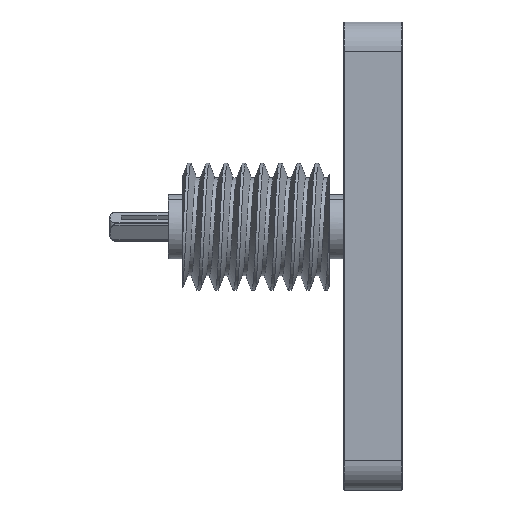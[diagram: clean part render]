
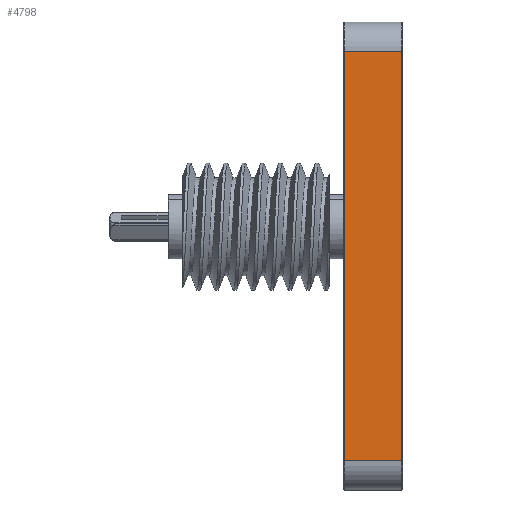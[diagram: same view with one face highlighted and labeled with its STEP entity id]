
A CAD part, left-side view. The second image highlights one B-rep face of the part: STEP entity #4798.
In plain terms, the highlighted planar face has unit normal (-1, 0, 0).
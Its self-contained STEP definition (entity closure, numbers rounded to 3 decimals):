
#220 = VERTEX_POINT ( 'NONE', #29607 ) ;
#348 = VECTOR ( 'NONE', #5415, 1000. ) ;
#1003 = VERTEX_POINT ( 'NONE', #37268 ) ;
#1423 = ORIENTED_EDGE ( 'NONE', *, *, #45898, .F. ) ;
#4157 = ORIENTED_EDGE ( 'NONE', *, *, #36081, .T. ) ;
#4366 = CARTESIAN_POINT ( 'NONE',  ( -15., 0., 5. ) ) ;
#4798 = ADVANCED_FACE ( 'NONE', ( #19474 ), #29813, .T. ) ;
#5415 = DIRECTION ( 'NONE',  ( 0., -1., 0. ) ) ;
#7959 = DIRECTION ( 'NONE',  ( -1., 0., 0. ) ) ;
#8306 = LINE ( 'NONE', #26557, #348 ) ;
#10978 = LINE ( 'NONE', #37606, #24306 ) ;
#11589 = AXIS2_PLACEMENT_3D ( 'NONE', #4366, #7959, #26668 ) ;
#13064 = VECTOR ( 'NONE', #24631, 1000. ) ;
#15278 = DIRECTION ( 'NONE',  ( 0., 0., 1. ) ) ;
#16715 = CARTESIAN_POINT ( 'NONE',  ( -15., 0., 70. ) ) ;
#19474 = FACE_OUTER_BOUND ( 'NONE', #26910, .T. ) ;
#23415 = CARTESIAN_POINT ( 'NONE',  ( -15., -4.9, 0. ) ) ;
#23914 = LINE ( 'NONE', #16715, #13064 ) ;
#24306 = VECTOR ( 'NONE', #15278, 1000. ) ;
#24631 = DIRECTION ( 'NONE',  ( 0., 1., 0. ) ) ;
#24665 = CARTESIAN_POINT ( 'NONE',  ( -15., -4.9, 70. ) ) ;
#25176 = CARTESIAN_POINT ( 'NONE',  ( -15., -4.9, 2.5 ) ) ;
#26557 = CARTESIAN_POINT ( 'NONE',  ( -15., 0., 0. ) ) ;
#26668 = DIRECTION ( 'NONE',  ( 0., 1., 0. ) ) ;
#26910 = EDGE_LOOP ( 'NONE', ( #1423, #47425, #32910, #4157 ) ) ;
#28784 = DIRECTION ( 'NONE',  ( 0., 0., -1. ) ) ;
#29061 = VERTEX_POINT ( 'NONE', #24665 ) ;
#29313 = VERTEX_POINT ( 'NONE', #23415 ) ;
#29607 = CARTESIAN_POINT ( 'NONE',  ( -15., 4.9, 70. ) ) ;
#29813 = PLANE ( 'NONE',  #11589 ) ;
#32910 = ORIENTED_EDGE ( 'NONE', *, *, #38261, .F. ) ;
#33211 = EDGE_CURVE ( 'NONE', #29061, #220, #23914, .T. ) ;
#36081 = EDGE_CURVE ( 'NONE', #1003, #29313, #8306, .T. ) ;
#36703 = LINE ( 'NONE', #25176, #40517 ) ;
#37268 = CARTESIAN_POINT ( 'NONE',  ( -15., 4.9, 0. ) ) ;
#37606 = CARTESIAN_POINT ( 'NONE',  ( -15., 4.9, 2.5 ) ) ;
#38261 = EDGE_CURVE ( 'NONE', #1003, #220, #10978, .T. ) ;
#40517 = VECTOR ( 'NONE', #28784, 1000. ) ;
#45898 = EDGE_CURVE ( 'NONE', #29061, #29313, #36703, .T. ) ;
#47425 = ORIENTED_EDGE ( 'NONE', *, *, #33211, .T. ) ;
